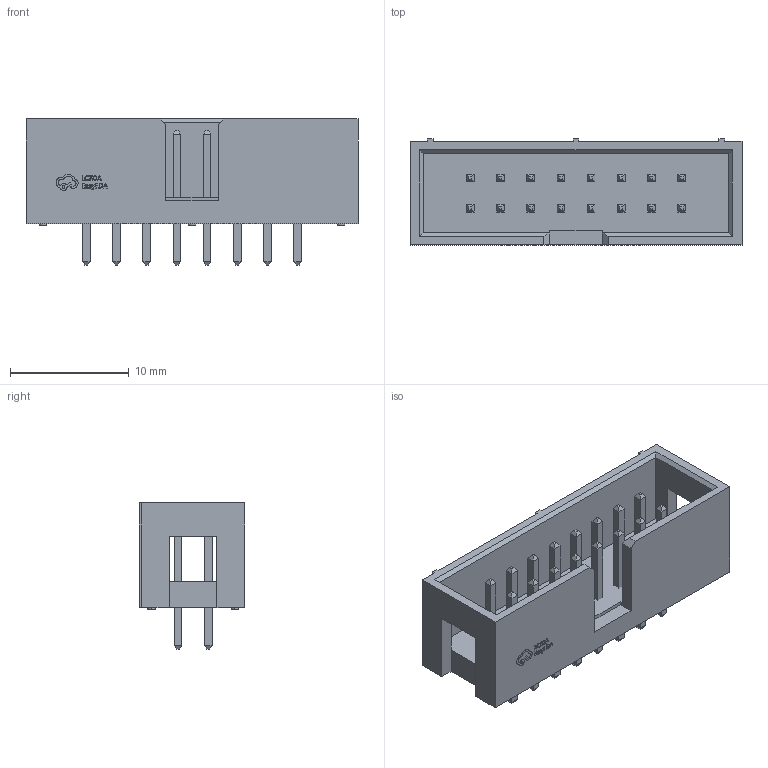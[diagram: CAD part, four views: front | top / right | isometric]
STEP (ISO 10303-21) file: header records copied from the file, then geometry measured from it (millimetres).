
FILE_DESCRIPTION (( 'STEP AP214' ), '1' );
FILE_NAME ('IDC-TH_16P-P2.54-V-R2-C8-S2.54.step', '2022-07-02T13:55:12', ( '' ), ( '' ), 'SwSTEP 2.0', 'SolidWorks 2020', '' );
FILE_SCHEMA (( 'AUTOMOTIVE_DESIGN' ));
Length unit declared in the file: millimetre
Products named in the file (1): IDC-TH_16P-P2.54-V-R2-C8-S2.54
Bounding box: 27.92 x 8.9 x 12.3 mm (x, y, z)
Volume: 976.5 mm3; surface area: 1982.5 mm2
Topology: 17 solids, 17 shells, 635 faces, 1535 edges, 978 vertices
Faces by surface type: plane 517, bspline 106, cylinder 12
Entity records: 26263 total; most frequent: CARTESIAN_POINT 5222, ORIENTED_EDGE 3070, DIRECTION 2297, EDGE_CURVE 1535, VECTOR 1221, LINE 1221, VERTEX_POINT 978, EDGE_LOOP 683
